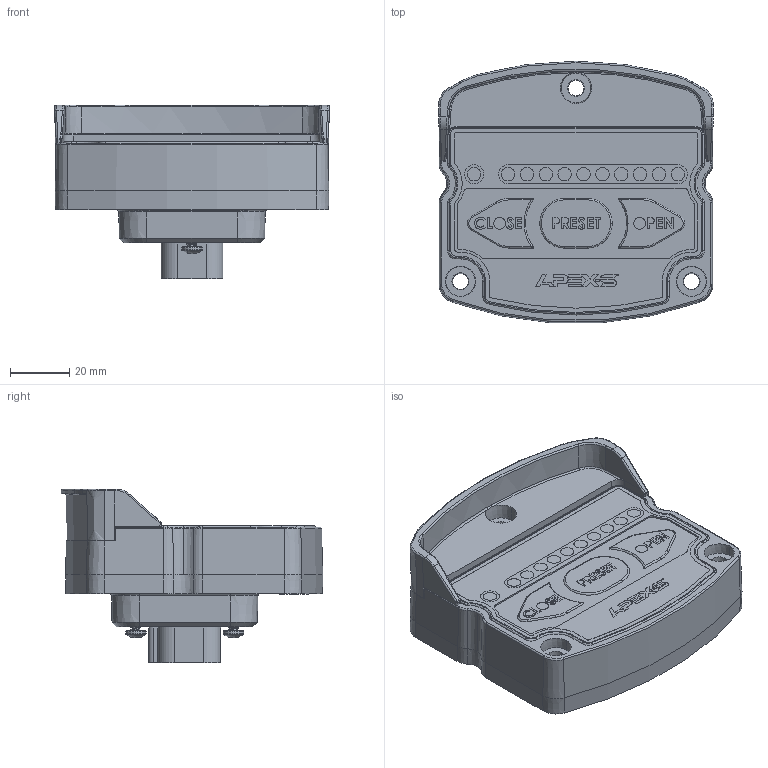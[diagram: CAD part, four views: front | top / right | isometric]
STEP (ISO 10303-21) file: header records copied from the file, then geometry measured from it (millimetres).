
FILE_DESCRIPTION (( 'STEP AP214' ), '1' );
FILE_NAME ('Apex-S.STEP', '2019-10-03T20:11:07', ( '' ), ( '' ), 'SwSTEP 2.0', 'SolidWorks 2019', '' );
FILE_SCHEMA (( 'AUTOMOTIVE_DESIGN' ));
Length unit declared in the file: inch
Products named in the file (1): Apex-S
Bounding box: 92.44 x 88.02 x 58.47 mm (x, y, z)
Volume: 199749.5 mm3; surface area: 32245.8 mm2
Topology: 1 solids, 1 shells, 833 faces, 2175 edges, 1393 vertices
Faces by surface type: plane 387, cylinder 185, cone 94, bspline 89, torus 70, sphere 8
Entity records: 36492 total; most frequent: CARTESIAN_POINT 9332, ORIENTED_EDGE 4322, DIRECTION 4016, EDGE_CURVE 2161, AXIS2_PLACEMENT_3D 1392, VERTEX_POINT 1389, VECTOR 1232, LINE 1232
